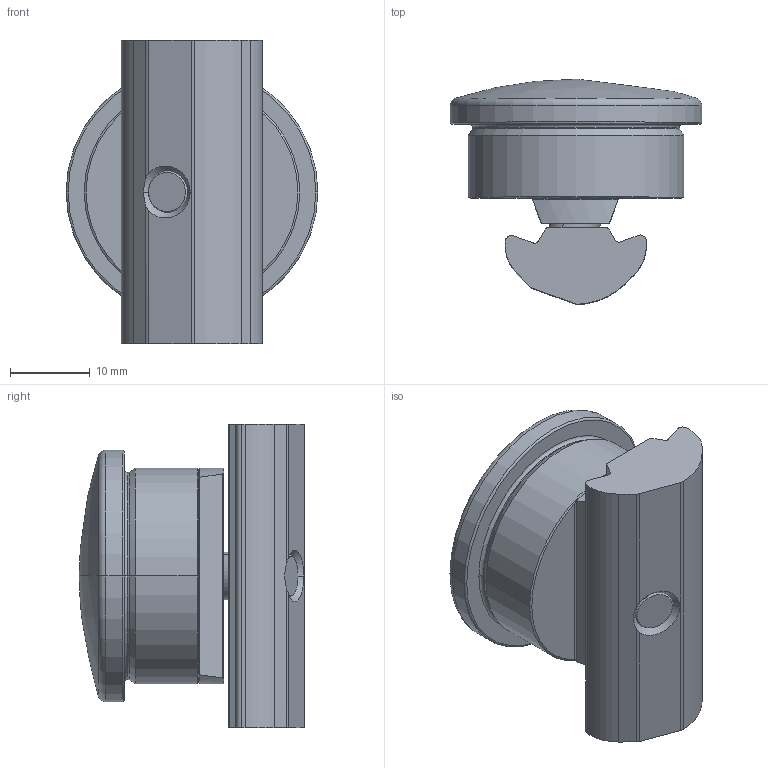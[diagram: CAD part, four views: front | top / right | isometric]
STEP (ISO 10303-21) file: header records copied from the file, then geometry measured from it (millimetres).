
FILE_DESCRIPTION (( 'STEP AP214' ), '1' );
FILE_NAME ('27mm 0.375in Universal Angle Rivet Kit(40RRI-0411-007-01).STEP', '2023-09-18T14:10:43', ( '' ), ( '' ), 'SwSTEP 2.0', 'SolidWorks 2020', '' );
FILE_SCHEMA (( 'AUTOMOTIVE_DESIGN' ));
Length unit declared in the file: millimetre
Products named in the file (1): 27mm 0.375in Universal Angle Rivet Kit(40RRI-0411-007-01)
Bounding box: 31.5 x 28.19 x 38 mm (x, y, z)
Volume: 13561.7 mm3; surface area: 6095.1 mm2
Topology: 3 solids, 3 shells, 99 faces, 239 edges, 146 vertices
Faces by surface type: cylinder 33, plane 32, cone 18, torus 12, bspline 2, sphere 2
Entity records: 5913 total; most frequent: CARTESIAN_POINT 2469, DIRECTION 498, ORIENTED_EDGE 474, EDGE_CURVE 237, AXIS2_PLACEMENT_3D 199, VERTEX_POINT 146, EDGE_LOOP 105, UNCERTAINTY_MEASURE_WITH_UNIT 104
